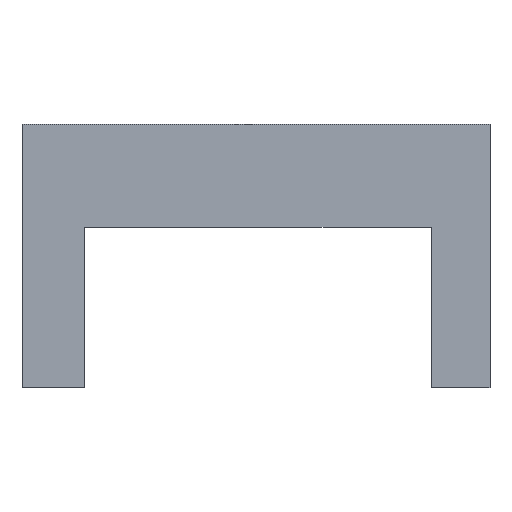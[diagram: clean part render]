
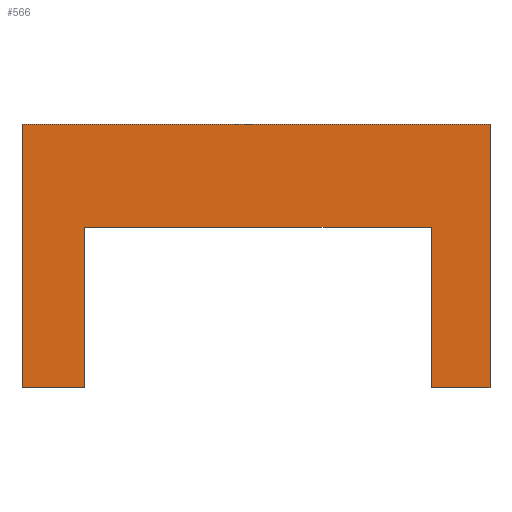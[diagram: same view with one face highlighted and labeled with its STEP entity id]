
A CAD part, front view. The second image highlights one B-rep face of the part: STEP entity #566.
In plain terms, the highlighted planar face has unit normal (0, -1, 0).
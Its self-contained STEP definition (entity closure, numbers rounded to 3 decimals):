
#227=CARTESIAN_POINT('',(-777.85,197.35,-85.95));
#228=VERTEX_POINT('',#227);
#235=CARTESIAN_POINT('',(-777.85,197.35,-34.9));
#236=VERTEX_POINT('',#235);
#237=CARTESIAN_POINT('',(-777.85,197.35,-85.95));
#238=DIRECTION('',(0.,0.,1.));
#239=VECTOR('',#238,51.05);
#240=LINE('',#237,#239);
#241=EDGE_CURVE('',#228,#236,#240,.T.);
#318=CARTESIAN_POINT('',(-765.773,197.35,-54.9));
#319=VERTEX_POINT('',#318);
#320=CARTESIAN_POINT('',(-698.664,197.35,-54.9));
#321=VERTEX_POINT('',#320);
#322=CARTESIAN_POINT('',(-765.773,197.35,-54.9));
#323=DIRECTION('',(1.,0.,-0.));
#324=VECTOR('',#323,67.109);
#325=LINE('',#322,#324);
#326=EDGE_CURVE('',#319,#321,#325,.T.);
#417=CARTESIAN_POINT('',(-687.3,197.35,-34.9));
#418=VERTEX_POINT('',#417);
#419=CARTESIAN_POINT('',(-777.85,197.35,-34.9));
#420=DIRECTION('',(1.,0.,-0.));
#421=VECTOR('',#420,90.55);
#422=LINE('',#419,#421);
#423=EDGE_CURVE('',#236,#418,#422,.T.);
#520=CARTESIAN_POINT('',(-873.,197.35,-45.4));
#521=DIRECTION('',(0.,-1.,0.));
#522=DIRECTION('',(0.,0.,-1.));
#523=AXIS2_PLACEMENT_3D('',#520,#521,#522);
#524=PLANE('',#523);
#525=ORIENTED_EDGE('',*,*,#241,.F.);
#526=CARTESIAN_POINT('',(-765.773,197.35,-85.95));
#527=VERTEX_POINT('',#526);
#528=CARTESIAN_POINT('',(-777.85,197.35,-85.95));
#529=DIRECTION('',(1.,0.,-0.));
#530=VECTOR('',#529,12.077);
#531=LINE('',#528,#530);
#532=EDGE_CURVE('',#228,#527,#531,.T.);
#533=ORIENTED_EDGE('',*,*,#532,.T.);
#534=CARTESIAN_POINT('',(-765.773,197.35,-85.95));
#535=DIRECTION('',(0.,0.,1.));
#536=VECTOR('',#535,31.05);
#537=LINE('',#534,#536);
#538=EDGE_CURVE('',#527,#319,#537,.T.);
#539=ORIENTED_EDGE('',*,*,#538,.T.);
#540=ORIENTED_EDGE('',*,*,#326,.T.);
#541=CARTESIAN_POINT('',(-698.664,197.35,-85.95));
#542=VERTEX_POINT('',#541);
#543=CARTESIAN_POINT('',(-698.664,197.35,-85.95));
#544=DIRECTION('',(0.,0.,1.));
#545=VECTOR('',#544,31.05);
#546=LINE('',#543,#545);
#547=EDGE_CURVE('',#542,#321,#546,.T.);
#548=ORIENTED_EDGE('',*,*,#547,.F.);
#549=CARTESIAN_POINT('',(-687.3,197.35,-85.95));
#550=VERTEX_POINT('',#549);
#551=CARTESIAN_POINT('',(-698.664,197.35,-85.95));
#552=DIRECTION('',(1.,0.,-0.));
#553=VECTOR('',#552,11.364);
#554=LINE('',#551,#553);
#555=EDGE_CURVE('',#542,#550,#554,.T.);
#556=ORIENTED_EDGE('',*,*,#555,.T.);
#557=CARTESIAN_POINT('',(-687.3,197.35,-85.95));
#558=DIRECTION('',(0.,0.,1.));
#559=VECTOR('',#558,51.05);
#560=LINE('',#557,#559);
#561=EDGE_CURVE('',#550,#418,#560,.T.);
#562=ORIENTED_EDGE('',*,*,#561,.T.);
#563=ORIENTED_EDGE('',*,*,#423,.F.);
#564=EDGE_LOOP('',(#525,#533,#539,#540,#548,#556,#562,#563));
#565=FACE_BOUND('',#564,.T.);
#566=ADVANCED_FACE('',(#565),#524,.T.);
